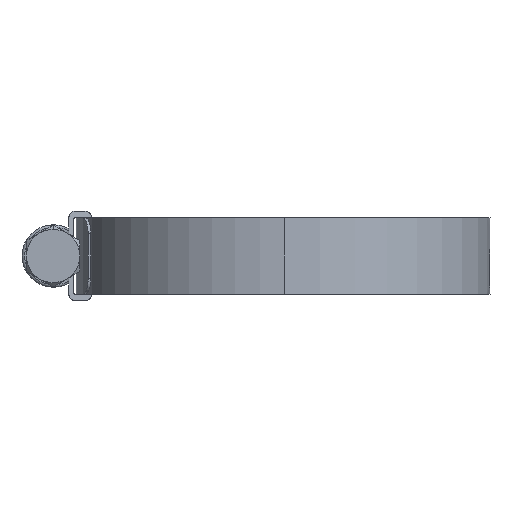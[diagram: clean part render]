
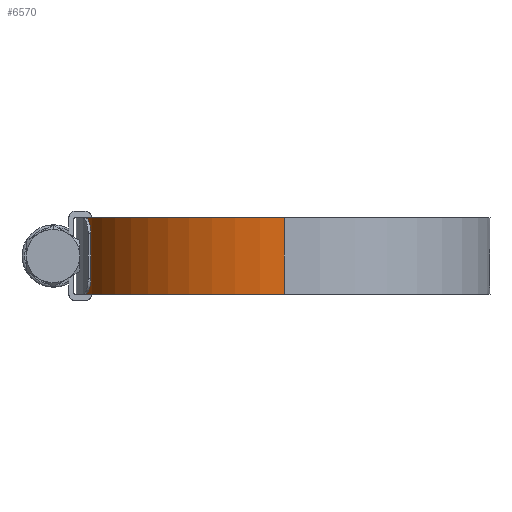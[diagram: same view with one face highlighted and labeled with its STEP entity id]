
A CAD part, left-side view. The second image highlights one B-rep face of the part: STEP entity #6570.
In plain terms, the highlighted cylindrical face has radius 38.53 mm (diameter 77.06 mm), a partial arc.
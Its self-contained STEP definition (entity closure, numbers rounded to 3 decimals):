
#188 = CARTESIAN_POINT ( 'NONE',  ( -38.53, 0., -7.135 ) ) ;
#606 = VERTEX_POINT ( 'NONE', #188 ) ;
#904 = VERTEX_POINT ( 'NONE', #2445 ) ;
#991 = LINE ( 'NONE', #11940, #9773 ) ;
#1407 = FACE_OUTER_BOUND ( 'NONE', #10760, .T. ) ;
#2120 = CARTESIAN_POINT ( 'NONE',  ( -38.53, 0., 7.135 ) ) ;
#2207 = ORIENTED_EDGE ( 'NONE', *, *, #4170, .T. ) ;
#2445 = CARTESIAN_POINT ( 'NONE',  ( 0., 38.53, -7.135 ) ) ;
#2612 = CYLINDRICAL_SURFACE ( 'NONE', #11555, 38.53 ) ;
#2914 = ORIENTED_EDGE ( 'NONE', *, *, #12923, .T. ) ;
#2924 = DIRECTION ( 'NONE',  ( 0., 0., -1. ) ) ;
#3030 = DIRECTION ( 'NONE',  ( 0., 0., 1. ) ) ;
#3798 = ORIENTED_EDGE ( 'NONE', *, *, #6716, .F. ) ;
#4170 = EDGE_CURVE ( 'NONE', #904, #606, #12937, .T. ) ;
#5856 = CIRCLE ( 'NONE', #13388, 38.53 ) ;
#5981 = DIRECTION ( 'NONE',  ( -1., 0., 0. ) ) ;
#6562 = AXIS2_PLACEMENT_3D ( 'NONE', #6982, #11331, #13405 ) ;
#6570 = ADVANCED_FACE ( 'NONE', ( #1407 ), #2612, .T. ) ;
#6716 = EDGE_CURVE ( 'NONE', #13094, #7500, #5856, .T. ) ;
#6927 = CARTESIAN_POINT ( 'NONE',  ( 0., 0., 7.135 ) ) ;
#6982 = CARTESIAN_POINT ( 'NONE',  ( 0., 0., -7.135 ) ) ;
#7500 = VERTEX_POINT ( 'NONE', #2120 ) ;
#7754 = LINE ( 'NONE', #10891, #12744 ) ;
#8489 = CARTESIAN_POINT ( 'NONE',  ( 0., 0., 7.135 ) ) ;
#8523 = EDGE_CURVE ( 'NONE', #7500, #606, #991, .T. ) ;
#9122 = CARTESIAN_POINT ( 'NONE',  ( 0., 38.53, 7.135 ) ) ;
#9773 = VECTOR ( 'NONE', #2924, 1000. ) ;
#10419 = DIRECTION ( 'NONE',  ( 0., 0., -1. ) ) ;
#10760 = EDGE_LOOP ( 'NONE', ( #12370, #3798, #2914, #2207 ) ) ;
#10891 = CARTESIAN_POINT ( 'NONE',  ( 0., 38.53, 7.135 ) ) ;
#11179 = DIRECTION ( 'NONE',  ( 0., 0., -1. ) ) ;
#11331 = DIRECTION ( 'NONE',  ( 0., 0., 1. ) ) ;
#11555 = AXIS2_PLACEMENT_3D ( 'NONE', #6927, #10419, #5981 ) ;
#11770 = DIRECTION ( 'NONE',  ( 1., 0., 0. ) ) ;
#11940 = CARTESIAN_POINT ( 'NONE',  ( -38.53, 0., 7.135 ) ) ;
#12370 = ORIENTED_EDGE ( 'NONE', *, *, #8523, .F. ) ;
#12744 = VECTOR ( 'NONE', #11179, 1000. ) ;
#12923 = EDGE_CURVE ( 'NONE', #13094, #904, #7754, .T. ) ;
#12937 = CIRCLE ( 'NONE', #6562, 38.53 ) ;
#13094 = VERTEX_POINT ( 'NONE', #9122 ) ;
#13388 = AXIS2_PLACEMENT_3D ( 'NONE', #8489, #3030, #11770 ) ;
#13405 = DIRECTION ( 'NONE',  ( 1., 0., 0. ) ) ;
